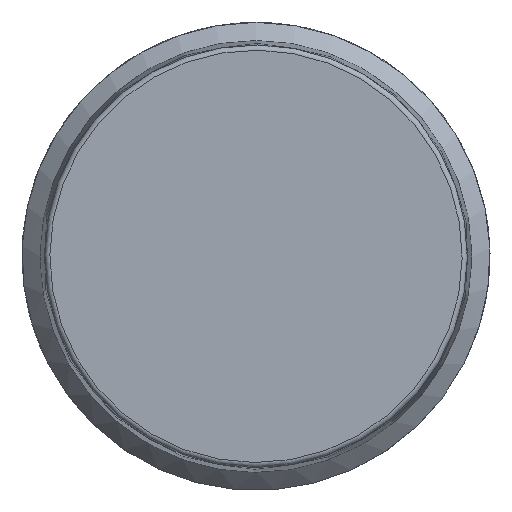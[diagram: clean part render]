
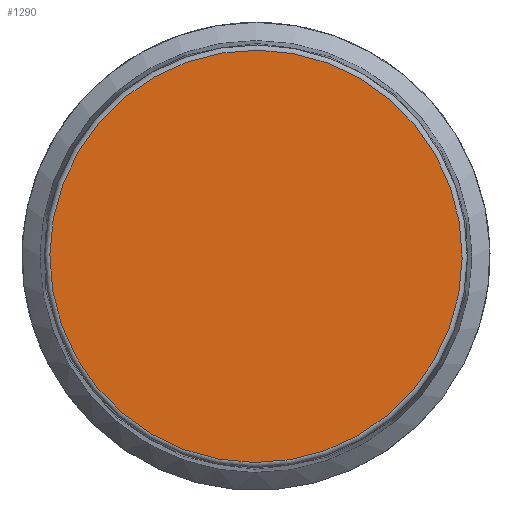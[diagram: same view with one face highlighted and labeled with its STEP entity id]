
A CAD part, left-side view. The second image highlights one B-rep face of the part: STEP entity #1290.
In plain terms, the highlighted planar face has unit normal (-1, 0, 0).
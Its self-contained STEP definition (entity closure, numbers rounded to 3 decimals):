
#314=FACE_OUTER_BOUND('',#393,.T.);
#393=EDGE_LOOP('',(#1063));
#476=CIRCLE('',#1413,7.929);
#612=VERTEX_POINT('',#2477);
#811=EDGE_CURVE('',#612,#612,#476,.T.);
#1063=ORIENTED_EDGE('',*,*,#811,.T.);
#1193=PLANE('',#1414);
#1290=ADVANCED_FACE('',(#314),#1193,.F.);
#1413=AXIS2_PLACEMENT_3D('',#2478,#1698,#1699);
#1414=AXIS2_PLACEMENT_3D('',#2479,#1700,#1701);
#1698=DIRECTION('center_axis',(-1.,0.,0.));
#1699=DIRECTION('ref_axis',(0.,0.008,-1.));
#1700=DIRECTION('center_axis',(1.,0.,0.));
#1701=DIRECTION('ref_axis',(0.,0.,1.));
#2477=CARTESIAN_POINT('',(-40.,0.066,-7.929));
#2478=CARTESIAN_POINT('Origin',(-40.,0.,0.));
#2479=CARTESIAN_POINT('Origin',(-40.,0.,0.));
